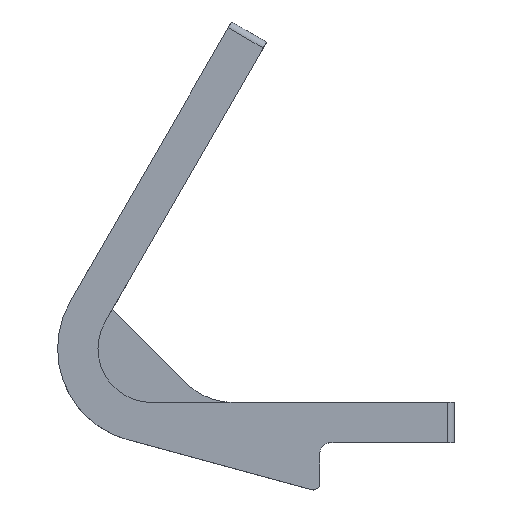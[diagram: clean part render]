
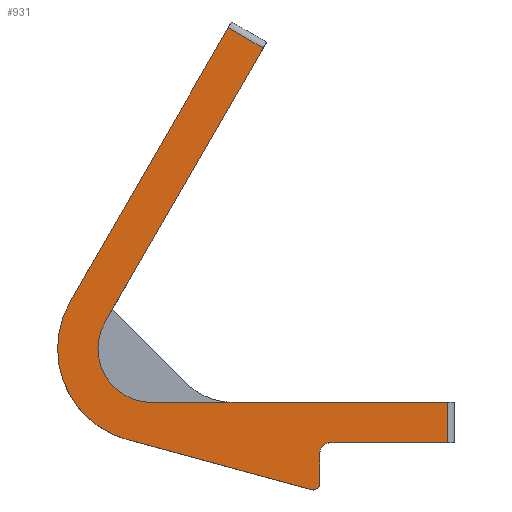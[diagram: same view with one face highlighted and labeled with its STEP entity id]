
A CAD part, top view. The second image highlights one B-rep face of the part: STEP entity #931.
In plain terms, the highlighted planar face has unit normal (0, 0, 1).
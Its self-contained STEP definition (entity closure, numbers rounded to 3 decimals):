
#5 = CARTESIAN_POINT ( 'NONE',  ( 10., 0., 5. ) ) ;
#12 = CARTESIAN_POINT ( 'NONE',  ( -35., 8., 5. ) ) ;
#39 = LINE ( 'NONE', #849, #1210 ) ;
#42 = LINE ( 'NONE', #1323, #1382 ) ;
#62 = ORIENTED_EDGE ( 'NONE', *, *, #932, .T. ) ;
#75 = DIRECTION ( 'NONE',  ( 0., 0., -1. ) ) ;
#86 = AXIS2_PLACEMENT_3D ( 'NONE', #1478, #430, #1339 ) ;
#98 = EDGE_CURVE ( 'NONE', #444, #873, #782, .T. ) ;
#101 = DIRECTION ( 'NONE',  ( 0., 0., -1. ) ) ;
#108 = DIRECTION ( 'NONE',  ( -1., 0., 0. ) ) ;
#127 = CARTESIAN_POINT ( 'NONE',  ( -41.928, 12., 5. ) ) ;
#138 = DIRECTION ( 'NONE',  ( 0., 0., 1. ) ) ;
#142 = AXIS2_PLACEMENT_3D ( 'NONE', #348, #584, #1165 ) ;
#196 = CARTESIAN_POINT ( 'NONE',  ( -23.624, 55.703, 5. ) ) ;
#197 = VERTEX_POINT ( 'NONE', #196 ) ;
#203 = AXIS2_PLACEMENT_3D ( 'NONE', #1361, #312, #1243 ) ;
#210 = ORIENTED_EDGE ( 'NONE', *, *, #1202, .T. ) ;
#211 = CARTESIAN_POINT ( 'NONE',  ( -8.5, -7.5, 5. ) ) ;
#219 = VECTOR ( 'NONE', #523, 1000. ) ;
#233 = LINE ( 'NONE', #127, #445 ) ;
#242 = CARTESIAN_POINT ( 'NONE',  ( -18.428, 52.703, 5. ) ) ;
#259 = DIRECTION ( 'NONE',  ( -1., 0., 0. ) ) ;
#277 = CARTESIAN_POINT ( 'NONE',  ( -41.928, 12., 5. ) ) ;
#292 = AXIS2_PLACEMENT_3D ( 'NONE', #211, #101, #108 ) ;
#295 = CIRCLE ( 'NONE', #1102, 14. ) ;
#306 = CARTESIAN_POINT ( 'NONE',  ( -10., -12., 5. ) ) ;
#312 = DIRECTION ( 'NONE',  ( 0., 0., 1. ) ) ;
#313 = ORIENTED_EDGE ( 'NONE', *, *, #726, .T. ) ;
#314 = CARTESIAN_POINT ( 'NONE',  ( -8.5, -6., 5. ) ) ;
#318 = VERTEX_POINT ( 'NONE', #692 ) ;
#334 = LINE ( 'NONE', #1005, #219 ) ;
#338 = DIRECTION ( 'NONE',  ( -1., 0., 0. ) ) ;
#346 = VECTOR ( 'NONE', #795, 1000. ) ;
#347 = ORIENTED_EDGE ( 'NONE', *, *, #1276, .T. ) ;
#348 = CARTESIAN_POINT ( 'NONE',  ( -11., -12., 5. ) ) ;
#376 = ORIENTED_EDGE ( 'NONE', *, *, #1381, .T. ) ;
#393 = EDGE_CURVE ( 'NONE', #318, #1035, #39, .T. ) ;
#399 = DIRECTION ( 'NONE',  ( 0.965, -0.262, 0. ) ) ;
#430 = DIRECTION ( 'NONE',  ( 0., 0., -1. ) ) ;
#433 = ORIENTED_EDGE ( 'NONE', *, *, #98, .T. ) ;
#444 = VERTEX_POINT ( 'NONE', #984 ) ;
#445 = VECTOR ( 'NONE', #1416, 1000. ) ;
#471 = CARTESIAN_POINT ( 'NONE',  ( -11.262, -12.965, 5. ) ) ;
#500 = CIRCLE ( 'NONE', #1351, 8. ) ;
#505 = ORIENTED_EDGE ( 'NONE', *, *, #678, .T. ) ;
#523 = DIRECTION ( 'NONE',  ( 0., 1., 0. ) ) ;
#528 = ORIENTED_EDGE ( 'NONE', *, *, #887, .T. ) ;
#546 = LINE ( 'NONE', #768, #1455 ) ;
#551 = VERTEX_POINT ( 'NONE', #314 ) ;
#584 = DIRECTION ( 'NONE',  ( 0., 0., 1. ) ) ;
#594 = ORIENTED_EDGE ( 'NONE', *, *, #393, .T. ) ;
#626 = ORIENTED_EDGE ( 'NONE', *, *, #1503, .T. ) ;
#630 = VERTEX_POINT ( 'NONE', #1169 ) ;
#648 = ORIENTED_EDGE ( 'NONE', *, *, #1312, .T. ) ;
#673 = VERTEX_POINT ( 'NONE', #1413 ) ;
#678 = EDGE_CURVE ( 'NONE', #873, #749, #500, .T. ) ;
#680 = VERTEX_POINT ( 'NONE', #921 ) ;
#686 = ORIENTED_EDGE ( 'NONE', *, *, #1024, .T. ) ;
#692 = CARTESIAN_POINT ( 'NONE',  ( -38.674, -5.509, 5. ) ) ;
#703 = EDGE_CURVE ( 'NONE', #1077, #551, #1073, .T. ) ;
#726 = EDGE_CURVE ( 'NONE', #1035, #630, #800, .T. ) ;
#744 = VERTEX_POINT ( 'NONE', #1181 ) ;
#749 = VERTEX_POINT ( 'NONE', #277 ) ;
#760 = FACE_OUTER_BOUND ( 'NONE', #1200, .T. ) ;
#768 = CARTESIAN_POINT ( 'NONE',  ( -11.5, 48.703, 5. ) ) ;
#781 = ORIENTED_EDGE ( 'NONE', *, *, #703, .T. ) ;
#782 = CIRCLE ( 'NONE', #985, 8. ) ;
#795 = DIRECTION ( 'NONE',  ( 0., 1., 0. ) ) ;
#800 = CIRCLE ( 'NONE', #142, 1. ) ;
#807 = VECTOR ( 'NONE', #915, 1000. ) ;
#849 = CARTESIAN_POINT ( 'NONE',  ( -11.262, -12.965, 5. ) ) ;
#870 = PLANE ( 'NONE',  #86 ) ;
#873 = VERTEX_POINT ( 'NONE', #1087 ) ;
#887 = EDGE_CURVE ( 'NONE', #1396, #197, #546, .T. ) ;
#915 = DIRECTION ( 'NONE',  ( 1., 0., 0. ) ) ;
#921 = CARTESIAN_POINT ( 'NONE',  ( 9., -6., 5. ) ) ;
#931 = ADVANCED_FACE ( 'NONE', ( #760 ), #870, .F. ) ;
#932 = EDGE_CURVE ( 'NONE', #744, #318, #993, .T. ) ;
#939 = CARTESIAN_POINT ( 'NONE',  ( -35., 8., 5. ) ) ;
#941 = CARTESIAN_POINT ( 'NONE',  ( -10., -7.5, 5. ) ) ;
#984 = CARTESIAN_POINT ( 'NONE',  ( -35., 0., 5. ) ) ;
#985 = AXIS2_PLACEMENT_3D ( 'NONE', #1482, #75, #1247 ) ;
#993 = CIRCLE ( 'NONE', #203, 14. ) ;
#1005 = CARTESIAN_POINT ( 'NONE',  ( 9., 8., 5. ) ) ;
#1024 = EDGE_CURVE ( 'NONE', #1502, #444, #1163, .T. ) ;
#1029 = LINE ( 'NONE', #1346, #807 ) ;
#1034 = DIRECTION ( 'NONE',  ( -1., 0., 0. ) ) ;
#1035 = VERTEX_POINT ( 'NONE', #471 ) ;
#1073 = CIRCLE ( 'NONE', #292, 1.5 ) ;
#1077 = VERTEX_POINT ( 'NONE', #941 ) ;
#1087 = CARTESIAN_POINT ( 'NONE',  ( -43., 8., 5. ) ) ;
#1102 = AXIS2_PLACEMENT_3D ( 'NONE', #939, #138, #259 ) ;
#1110 = ORIENTED_EDGE ( 'NONE', *, *, #1429, .T. ) ;
#1150 = LINE ( 'NONE', #306, #346 ) ;
#1163 = LINE ( 'NONE', #5, #1263 ) ;
#1165 = DIRECTION ( 'NONE',  ( -1., 0., 0. ) ) ;
#1169 = CARTESIAN_POINT ( 'NONE',  ( -10., -12., 5. ) ) ;
#1175 = DIRECTION ( 'NONE',  ( 0., 0., -1. ) ) ;
#1181 = CARTESIAN_POINT ( 'NONE',  ( -49., 8., 5. ) ) ;
#1197 = DIRECTION ( 'NONE',  ( -0.5, -0.866, 0. ) ) ;
#1200 = EDGE_LOOP ( 'NONE', ( #626, #528, #210, #1110, #62, #594, #313, #648, #781, #376, #347, #686, #433, #505 ) ) ;
#1202 = EDGE_CURVE ( 'NONE', #197, #673, #42, .T. ) ;
#1210 = VECTOR ( 'NONE', #399, 1000. ) ;
#1243 = DIRECTION ( 'NONE',  ( -1., 0., 0. ) ) ;
#1247 = DIRECTION ( 'NONE',  ( -1., 0., 0. ) ) ;
#1263 = VECTOR ( 'NONE', #1034, 1000. ) ;
#1276 = EDGE_CURVE ( 'NONE', #680, #1502, #334, .T. ) ;
#1298 = CARTESIAN_POINT ( 'NONE',  ( 9., 0., 5. ) ) ;
#1312 = EDGE_CURVE ( 'NONE', #630, #1077, #1150, .T. ) ;
#1323 = CARTESIAN_POINT ( 'NONE',  ( -23.124, 56.569, 5. ) ) ;
#1339 = DIRECTION ( 'NONE',  ( -1., 0., 0. ) ) ;
#1346 = CARTESIAN_POINT ( 'NONE',  ( -10., -6., 5. ) ) ;
#1351 = AXIS2_PLACEMENT_3D ( 'NONE', #12, #1175, #338 ) ;
#1361 = CARTESIAN_POINT ( 'NONE',  ( -35., 8., 5. ) ) ;
#1381 = EDGE_CURVE ( 'NONE', #551, #680, #1029, .T. ) ;
#1382 = VECTOR ( 'NONE', #1197, 1000. ) ;
#1396 = VERTEX_POINT ( 'NONE', #242 ) ;
#1413 = CARTESIAN_POINT ( 'NONE',  ( -47.124, 15., 5. ) ) ;
#1416 = DIRECTION ( 'NONE',  ( 0.5, 0.866, 0. ) ) ;
#1429 = EDGE_CURVE ( 'NONE', #673, #744, #295, .T. ) ;
#1455 = VECTOR ( 'NONE', #1461, 1000. ) ;
#1461 = DIRECTION ( 'NONE',  ( -0.866, 0.5, 0. ) ) ;
#1478 = CARTESIAN_POINT ( 'NONE',  ( -35., 8., 5. ) ) ;
#1482 = CARTESIAN_POINT ( 'NONE',  ( -35., 8., 5. ) ) ;
#1502 = VERTEX_POINT ( 'NONE', #1298 ) ;
#1503 = EDGE_CURVE ( 'NONE', #749, #1396, #233, .T. ) ;
